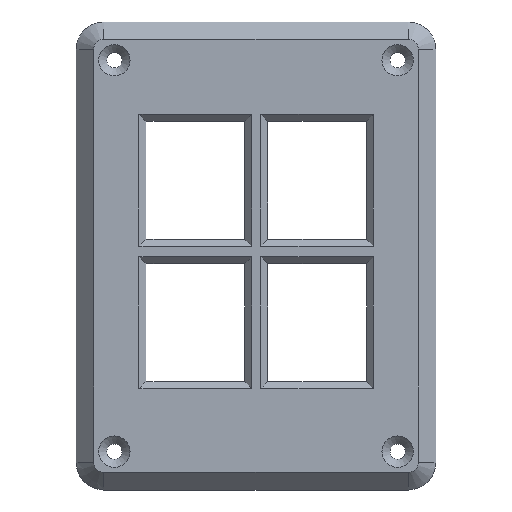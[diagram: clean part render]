
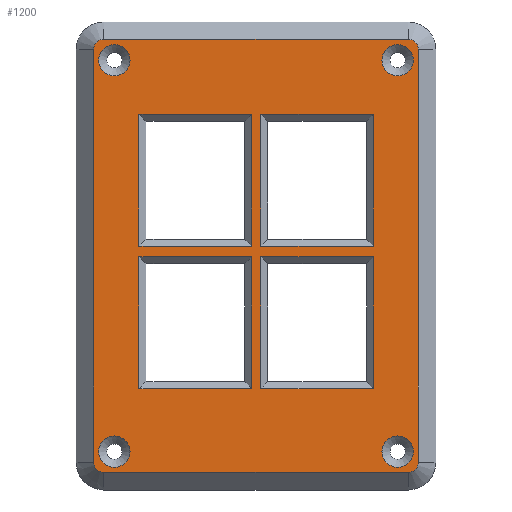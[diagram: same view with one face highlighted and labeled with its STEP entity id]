
A CAD part, top view. The second image highlights one B-rep face of the part: STEP entity #1200.
In plain terms, the highlighted planar face has unit normal (0, 0, 1).
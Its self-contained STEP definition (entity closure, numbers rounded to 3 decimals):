
#24=FACE_BOUND('',#190,.T.);
#25=FACE_BOUND('',#191,.T.);
#26=FACE_BOUND('',#192,.T.);
#27=FACE_BOUND('',#193,.T.);
#28=FACE_BOUND('',#194,.T.);
#29=FACE_BOUND('',#195,.T.);
#30=FACE_BOUND('',#196,.T.);
#31=FACE_BOUND('',#197,.T.);
#58=PLANE('',#1289);
#119=FACE_OUTER_BOUND('',#189,.T.);
#189=EDGE_LOOP('',(#942,#943,#944,#945,#946,#947,#948,#949));
#190=EDGE_LOOP('',(#950));
#191=EDGE_LOOP('',(#951));
#192=EDGE_LOOP('',(#952,#953,#954,#955));
#193=EDGE_LOOP('',(#956,#957,#958,#959));
#194=EDGE_LOOP('',(#960,#961,#962,#963));
#195=EDGE_LOOP('',(#964,#965,#966,#967));
#196=EDGE_LOOP('',(#968));
#197=EDGE_LOOP('',(#969));
#279=LINE('',#1822,#413);
#283=LINE('',#1834,#417);
#287=LINE('',#1844,#421);
#290=LINE('',#1852,#424);
#293=LINE('',#1867,#427);
#294=LINE('',#1869,#428);
#295=LINE('',#1871,#429);
#296=LINE('',#1872,#430);
#297=LINE('',#1875,#431);
#298=LINE('',#1877,#432);
#299=LINE('',#1879,#433);
#300=LINE('',#1880,#434);
#301=LINE('',#1883,#435);
#302=LINE('',#1885,#436);
#303=LINE('',#1887,#437);
#304=LINE('',#1888,#438);
#305=LINE('',#1891,#439);
#306=LINE('',#1893,#440);
#307=LINE('',#1895,#441);
#308=LINE('',#1896,#442);
#413=VECTOR('',#1433,10.);
#417=VECTOR('',#1445,10.);
#421=VECTOR('',#1457,10.);
#424=VECTOR('',#1466,10.);
#427=VECTOR('',#1485,10.);
#428=VECTOR('',#1486,10.);
#429=VECTOR('',#1487,10.);
#430=VECTOR('',#1488,10.);
#431=VECTOR('',#1489,10.);
#432=VECTOR('',#1490,10.);
#433=VECTOR('',#1491,10.);
#434=VECTOR('',#1492,10.);
#435=VECTOR('',#1493,10.);
#436=VECTOR('',#1494,10.);
#437=VECTOR('',#1495,10.);
#438=VECTOR('',#1496,10.);
#439=VECTOR('',#1497,10.);
#440=VECTOR('',#1498,10.);
#441=VECTOR('',#1499,10.);
#442=VECTOR('',#1500,10.);
#531=CIRCLE('',#1275,1.5);
#533=CIRCLE('',#1279,1.5);
#534=CIRCLE('',#1282,1.5);
#535=CIRCLE('',#1285,1.5);
#536=CIRCLE('',#1290,2.25);
#537=CIRCLE('',#1291,2.25);
#538=CIRCLE('',#1292,2.25);
#539=CIRCLE('',#1293,2.25);
#582=VERTEX_POINT('',#1819);
#583=VERTEX_POINT('',#1821);
#585=VERTEX_POINT('',#1827);
#587=VERTEX_POINT('',#1832);
#588=VERTEX_POINT('',#1838);
#589=VERTEX_POINT('',#1842);
#590=VERTEX_POINT('',#1846);
#591=VERTEX_POINT('',#1850);
#592=VERTEX_POINT('',#1861);
#593=VERTEX_POINT('',#1863);
#594=VERTEX_POINT('',#1865);
#595=VERTEX_POINT('',#1866);
#596=VERTEX_POINT('',#1868);
#597=VERTEX_POINT('',#1870);
#598=VERTEX_POINT('',#1873);
#599=VERTEX_POINT('',#1874);
#600=VERTEX_POINT('',#1876);
#601=VERTEX_POINT('',#1878);
#602=VERTEX_POINT('',#1881);
#603=VERTEX_POINT('',#1882);
#604=VERTEX_POINT('',#1884);
#605=VERTEX_POINT('',#1886);
#606=VERTEX_POINT('',#1889);
#607=VERTEX_POINT('',#1890);
#608=VERTEX_POINT('',#1892);
#609=VERTEX_POINT('',#1894);
#610=VERTEX_POINT('',#1897);
#611=VERTEX_POINT('',#1899);
#701=EDGE_CURVE('',#582,#583,#279,.T.);
#705=EDGE_CURVE('',#585,#582,#531,.T.);
#707=EDGE_CURVE('',#587,#585,#283,.T.);
#711=EDGE_CURVE('',#588,#587,#533,.T.);
#713=EDGE_CURVE('',#589,#588,#287,.T.);
#715=EDGE_CURVE('',#590,#589,#534,.T.);
#717=EDGE_CURVE('',#591,#590,#290,.T.);
#718=EDGE_CURVE('',#583,#591,#535,.T.);
#721=EDGE_CURVE('',#592,#592,#536,.T.);
#722=EDGE_CURVE('',#593,#593,#537,.T.);
#723=EDGE_CURVE('',#594,#595,#293,.T.);
#724=EDGE_CURVE('',#596,#594,#294,.T.);
#725=EDGE_CURVE('',#597,#596,#295,.T.);
#726=EDGE_CURVE('',#595,#597,#296,.T.);
#727=EDGE_CURVE('',#598,#599,#297,.T.);
#728=EDGE_CURVE('',#600,#598,#298,.T.);
#729=EDGE_CURVE('',#601,#600,#299,.T.);
#730=EDGE_CURVE('',#599,#601,#300,.T.);
#731=EDGE_CURVE('',#602,#603,#301,.T.);
#732=EDGE_CURVE('',#604,#602,#302,.T.);
#733=EDGE_CURVE('',#605,#604,#303,.T.);
#734=EDGE_CURVE('',#603,#605,#304,.T.);
#735=EDGE_CURVE('',#606,#607,#305,.T.);
#736=EDGE_CURVE('',#608,#606,#306,.T.);
#737=EDGE_CURVE('',#609,#608,#307,.T.);
#738=EDGE_CURVE('',#607,#609,#308,.T.);
#739=EDGE_CURVE('',#610,#610,#538,.T.);
#740=EDGE_CURVE('',#611,#611,#539,.T.);
#942=ORIENTED_EDGE('',*,*,#701,.F.);
#943=ORIENTED_EDGE('',*,*,#705,.F.);
#944=ORIENTED_EDGE('',*,*,#707,.F.);
#945=ORIENTED_EDGE('',*,*,#711,.F.);
#946=ORIENTED_EDGE('',*,*,#713,.F.);
#947=ORIENTED_EDGE('',*,*,#715,.F.);
#948=ORIENTED_EDGE('',*,*,#717,.F.);
#949=ORIENTED_EDGE('',*,*,#718,.F.);
#950=ORIENTED_EDGE('',*,*,#721,.F.);
#951=ORIENTED_EDGE('',*,*,#722,.F.);
#952=ORIENTED_EDGE('',*,*,#723,.F.);
#953=ORIENTED_EDGE('',*,*,#724,.F.);
#954=ORIENTED_EDGE('',*,*,#725,.F.);
#955=ORIENTED_EDGE('',*,*,#726,.F.);
#956=ORIENTED_EDGE('',*,*,#727,.F.);
#957=ORIENTED_EDGE('',*,*,#728,.F.);
#958=ORIENTED_EDGE('',*,*,#729,.F.);
#959=ORIENTED_EDGE('',*,*,#730,.F.);
#960=ORIENTED_EDGE('',*,*,#731,.F.);
#961=ORIENTED_EDGE('',*,*,#732,.F.);
#962=ORIENTED_EDGE('',*,*,#733,.F.);
#963=ORIENTED_EDGE('',*,*,#734,.F.);
#964=ORIENTED_EDGE('',*,*,#735,.F.);
#965=ORIENTED_EDGE('',*,*,#736,.F.);
#966=ORIENTED_EDGE('',*,*,#737,.F.);
#967=ORIENTED_EDGE('',*,*,#738,.F.);
#968=ORIENTED_EDGE('',*,*,#739,.F.);
#969=ORIENTED_EDGE('',*,*,#740,.F.);
#1200=ADVANCED_FACE('',(#119,#24,#25,#26,#27,#28,#29,#30,#31),#58,.T.);
#1275=AXIS2_PLACEMENT_3D('',#1829,#1440,#1441);
#1279=AXIS2_PLACEMENT_3D('',#1840,#1452,#1453);
#1282=AXIS2_PLACEMENT_3D('',#1848,#1461,#1462);
#1285=AXIS2_PLACEMENT_3D('',#1854,#1469,#1470);
#1289=AXIS2_PLACEMENT_3D('',#1860,#1479,#1480);
#1290=AXIS2_PLACEMENT_3D('',#1862,#1481,#1482);
#1291=AXIS2_PLACEMENT_3D('',#1864,#1483,#1484);
#1292=AXIS2_PLACEMENT_3D('',#1898,#1501,#1502);
#1293=AXIS2_PLACEMENT_3D('',#1900,#1503,#1504);
#1433=DIRECTION('',(0.,-1.,0.));
#1440=DIRECTION('center_axis',(0.,0.,-1.));
#1441=DIRECTION('ref_axis',(0.707,0.707,0.));
#1445=DIRECTION('',(1.,0.,0.));
#1452=DIRECTION('center_axis',(0.,0.,-1.));
#1453=DIRECTION('ref_axis',(-0.707,0.707,0.));
#1457=DIRECTION('',(0.,1.,0.));
#1461=DIRECTION('center_axis',(0.,0.,-1.));
#1462=DIRECTION('ref_axis',(-0.707,-0.707,0.));
#1466=DIRECTION('',(-1.,0.,0.));
#1469=DIRECTION('center_axis',(0.,0.,-1.));
#1470=DIRECTION('ref_axis',(0.707,-0.707,0.));
#1479=DIRECTION('center_axis',(0.,0.,1.));
#1480=DIRECTION('ref_axis',(1.,0.,0.));
#1481=DIRECTION('center_axis',(0.,0.,1.));
#1482=DIRECTION('ref_axis',(-1.,0.,0.));
#1483=DIRECTION('center_axis',(0.,0.,1.));
#1484=DIRECTION('ref_axis',(-1.,0.,0.));
#1485=DIRECTION('',(1.,0.,0.));
#1486=DIRECTION('',(0.,-1.,0.));
#1487=DIRECTION('',(-1.,0.,0.));
#1488=DIRECTION('',(0.,1.,0.));
#1489=DIRECTION('',(-1.,0.,0.));
#1490=DIRECTION('',(0.,1.,0.));
#1491=DIRECTION('',(1.,0.,0.));
#1492=DIRECTION('',(0.,-1.,0.));
#1493=DIRECTION('',(0.,-1.,0.));
#1494=DIRECTION('',(-1.,0.,0.));
#1495=DIRECTION('',(0.,1.,0.));
#1496=DIRECTION('',(1.,0.,0.));
#1497=DIRECTION('',(0.,-1.,0.));
#1498=DIRECTION('',(-1.,0.,0.));
#1499=DIRECTION('',(0.,1.,0.));
#1500=DIRECTION('',(1.,0.,0.));
#1501=DIRECTION('center_axis',(0.,0.,1.));
#1502=DIRECTION('ref_axis',(-1.,0.,0.));
#1503=DIRECTION('center_axis',(0.,0.,1.));
#1504=DIRECTION('ref_axis',(-1.,0.,0.));
#1819=CARTESIAN_POINT('',(88.85,88.042,11.15));
#1821=CARTESIAN_POINT('',(88.85,28.8,11.15));
#1822=CARTESIAN_POINT('',(88.85,41.611,11.15));
#1827=CARTESIAN_POINT('',(87.35,89.542,11.15));
#1829=CARTESIAN_POINT('Origin',(87.35,88.042,11.15));
#1832=CARTESIAN_POINT('',(43.648,89.542,11.15));
#1834=CARTESIAN_POINT('',(78.424,89.542,11.15));
#1838=CARTESIAN_POINT('',(42.148,88.042,11.15));
#1840=CARTESIAN_POINT('Origin',(43.648,88.042,11.15));
#1842=CARTESIAN_POINT('',(42.148,28.8,11.15));
#1844=CARTESIAN_POINT('',(42.148,75.231,11.15));
#1846=CARTESIAN_POINT('',(43.648,27.3,11.15));
#1848=CARTESIAN_POINT('Origin',(43.648,28.8,11.15));
#1850=CARTESIAN_POINT('',(87.35,27.3,11.15));
#1852=CARTESIAN_POINT('',(52.574,27.3,11.15));
#1854=CARTESIAN_POINT('Origin',(87.35,28.8,11.15));
#1860=CARTESIAN_POINT('Origin',(65.499,58.421,11.15));
#1861=CARTESIAN_POINT('',(47.398,30.3,11.15));
#1862=CARTESIAN_POINT('Origin',(45.148,30.3,11.15));
#1863=CARTESIAN_POINT('',(47.398,86.542,11.15));
#1864=CARTESIAN_POINT('Origin',(45.148,86.542,11.15));
#1865=CARTESIAN_POINT('',(48.682,39.362,11.15));
#1866=CARTESIAN_POINT('',(64.882,39.362,11.15));
#1867=CARTESIAN_POINT('',(64.69,39.362,11.15));
#1868=CARTESIAN_POINT('',(48.682,58.312,11.15));
#1869=CARTESIAN_POINT('',(48.682,49.391,11.15));
#1870=CARTESIAN_POINT('',(64.882,58.312,11.15));
#1871=CARTESIAN_POINT('',(57.59,58.312,11.15));
#1872=CARTESIAN_POINT('',(64.882,57.866,11.15));
#1873=CARTESIAN_POINT('',(82.382,78.762,11.15));
#1874=CARTESIAN_POINT('',(66.182,78.762,11.15));
#1875=CARTESIAN_POINT('',(66.34,78.762,11.15));
#1876=CARTESIAN_POINT('',(82.382,59.812,11.15));
#1877=CARTESIAN_POINT('',(82.382,68.091,11.15));
#1878=CARTESIAN_POINT('',(66.182,59.812,11.15));
#1879=CARTESIAN_POINT('',(73.44,59.812,11.15));
#1880=CARTESIAN_POINT('',(66.182,59.616,11.15));
#1881=CARTESIAN_POINT('',(66.182,58.312,11.15));
#1882=CARTESIAN_POINT('',(66.182,39.362,11.15));
#1883=CARTESIAN_POINT('',(66.182,49.391,11.15));
#1884=CARTESIAN_POINT('',(82.382,58.312,11.15));
#1885=CARTESIAN_POINT('',(66.34,58.312,11.15));
#1886=CARTESIAN_POINT('',(82.382,39.362,11.15));
#1887=CARTESIAN_POINT('',(82.382,57.866,11.15));
#1888=CARTESIAN_POINT('',(73.44,39.362,11.15));
#1889=CARTESIAN_POINT('',(48.682,78.762,11.15));
#1890=CARTESIAN_POINT('',(48.682,59.812,11.15));
#1891=CARTESIAN_POINT('',(48.682,59.617,11.15));
#1892=CARTESIAN_POINT('',(64.882,78.762,11.15));
#1893=CARTESIAN_POINT('',(57.59,78.762,11.15));
#1894=CARTESIAN_POINT('',(64.882,59.812,11.15));
#1895=CARTESIAN_POINT('',(64.882,68.092,11.15));
#1896=CARTESIAN_POINT('',(64.69,59.812,11.15));
#1897=CARTESIAN_POINT('',(88.1,86.542,11.15));
#1898=CARTESIAN_POINT('Origin',(85.85,86.542,11.15));
#1899=CARTESIAN_POINT('',(88.1,30.3,11.15));
#1900=CARTESIAN_POINT('Origin',(85.85,30.3,11.15));
